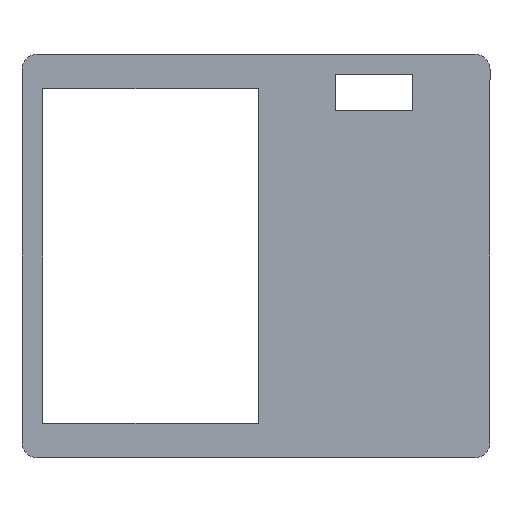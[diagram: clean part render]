
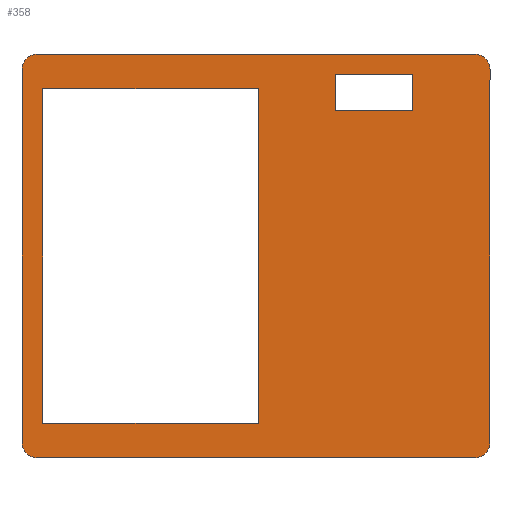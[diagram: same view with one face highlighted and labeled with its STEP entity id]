
A CAD part, front view. The second image highlights one B-rep face of the part: STEP entity #358.
In plain terms, the highlighted planar face has unit normal (0, -1, 0).
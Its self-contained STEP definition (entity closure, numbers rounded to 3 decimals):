
#17=FACE_BOUND('',#69,.T.);
#18=FACE_BOUND('',#70,.T.);
#19=CIRCLE('',#383,3.);
#21=CIRCLE('',#387,3.);
#23=CIRCLE('',#391,3.);
#25=CIRCLE('',#395,3.);
#48=FACE_OUTER_BOUND('',#68,.T.);
#68=EDGE_LOOP('',(#311,#312,#313,#314,#315,#316,#317,#318));
#69=EDGE_LOOP('',(#319,#320,#321,#322));
#70=EDGE_LOOP('',(#323,#324,#325,#326));
#71=LINE('',#497,#111);
#75=LINE('',#505,#115);
#78=LINE('',#511,#118);
#81=LINE('',#516,#121);
#83=LINE('',#521,#123);
#87=LINE('',#529,#127);
#90=LINE('',#535,#130);
#93=LINE('',#540,#133);
#95=LINE('',#545,#135);
#100=LINE('',#559,#140);
#104=LINE('',#571,#144);
#108=LINE('',#583,#148);
#111=VECTOR('',#403,10.);
#115=VECTOR('',#409,10.);
#118=VECTOR('',#414,10.);
#121=VECTOR('',#419,10.);
#123=VECTOR('',#423,10.);
#127=VECTOR('',#429,10.);
#130=VECTOR('',#434,10.);
#133=VECTOR('',#439,10.);
#135=VECTOR('',#443,10.);
#140=VECTOR('',#456,10.);
#144=VECTOR('',#468,10.);
#148=VECTOR('',#480,10.);
#151=VERTEX_POINT('',#495);
#152=VERTEX_POINT('',#496);
#155=VERTEX_POINT('',#504);
#157=VERTEX_POINT('',#510);
#159=VERTEX_POINT('',#519);
#160=VERTEX_POINT('',#520);
#163=VERTEX_POINT('',#528);
#165=VERTEX_POINT('',#534);
#167=VERTEX_POINT('',#543);
#168=VERTEX_POINT('',#544);
#171=VERTEX_POINT('',#552);
#173=VERTEX_POINT('',#558);
#175=VERTEX_POINT('',#564);
#177=VERTEX_POINT('',#570);
#179=VERTEX_POINT('',#576);
#181=VERTEX_POINT('',#582);
#183=EDGE_CURVE('',#151,#152,#71,.T.);
#187=EDGE_CURVE('',#155,#151,#75,.T.);
#190=EDGE_CURVE('',#157,#155,#78,.T.);
#193=EDGE_CURVE('',#152,#157,#81,.T.);
#195=EDGE_CURVE('',#159,#160,#83,.T.);
#199=EDGE_CURVE('',#163,#159,#87,.T.);
#202=EDGE_CURVE('',#165,#163,#90,.T.);
#205=EDGE_CURVE('',#160,#165,#93,.T.);
#207=EDGE_CURVE('',#167,#168,#95,.T.);
#211=EDGE_CURVE('',#171,#167,#19,.T.);
#214=EDGE_CURVE('',#173,#171,#100,.T.);
#217=EDGE_CURVE('',#175,#173,#21,.T.);
#220=EDGE_CURVE('',#177,#175,#104,.T.);
#223=EDGE_CURVE('',#179,#177,#23,.T.);
#226=EDGE_CURVE('',#181,#179,#108,.T.);
#229=EDGE_CURVE('',#168,#181,#25,.T.);
#311=ORIENTED_EDGE('',*,*,#229,.F.);
#312=ORIENTED_EDGE('',*,*,#207,.F.);
#313=ORIENTED_EDGE('',*,*,#211,.F.);
#314=ORIENTED_EDGE('',*,*,#214,.F.);
#315=ORIENTED_EDGE('',*,*,#217,.F.);
#316=ORIENTED_EDGE('',*,*,#220,.F.);
#317=ORIENTED_EDGE('',*,*,#223,.F.);
#318=ORIENTED_EDGE('',*,*,#226,.F.);
#319=ORIENTED_EDGE('',*,*,#205,.F.);
#320=ORIENTED_EDGE('',*,*,#195,.F.);
#321=ORIENTED_EDGE('',*,*,#199,.F.);
#322=ORIENTED_EDGE('',*,*,#202,.F.);
#323=ORIENTED_EDGE('',*,*,#193,.F.);
#324=ORIENTED_EDGE('',*,*,#183,.F.);
#325=ORIENTED_EDGE('',*,*,#187,.F.);
#326=ORIENTED_EDGE('',*,*,#190,.F.);
#340=PLANE('',#398);
#358=ADVANCED_FACE('',(#48,#17,#18),#340,.F.);
#383=AXIS2_PLACEMENT_3D('',#553,#449,#450);
#387=AXIS2_PLACEMENT_3D('',#565,#461,#462);
#391=AXIS2_PLACEMENT_3D('',#577,#473,#474);
#395=AXIS2_PLACEMENT_3D('',#588,#485,#486);
#398=AXIS2_PLACEMENT_3D('',#591,#491,#492);
#403=DIRECTION('',(0.,0.,1.));
#409=DIRECTION('',(1.,0.,0.));
#414=DIRECTION('',(0.,0.,-1.));
#419=DIRECTION('',(-1.,0.,0.));
#423=DIRECTION('',(0.,0.,1.));
#429=DIRECTION('',(1.,0.,0.));
#434=DIRECTION('',(0.,0.,-1.));
#439=DIRECTION('',(-1.,0.,0.));
#443=DIRECTION('',(1.,0.,0.));
#449=DIRECTION('center_axis',(0.,1.,0.));
#450=DIRECTION('ref_axis',(-1.,0.,0.));
#456=DIRECTION('',(0.,0.,1.));
#461=DIRECTION('center_axis',(0.,1.,0.));
#462=DIRECTION('ref_axis',(0.,0.,-1.));
#468=DIRECTION('',(-1.,0.,0.));
#473=DIRECTION('center_axis',(0.,1.,0.));
#474=DIRECTION('ref_axis',(1.,0.,0.));
#480=DIRECTION('',(0.,0.,-1.));
#485=DIRECTION('center_axis',(0.,1.,0.));
#486=DIRECTION('ref_axis',(0.,0.,1.));
#491=DIRECTION('center_axis',(0.,1.,0.));
#492=DIRECTION('ref_axis',(1.,0.,0.));
#495=CARTESIAN_POINT('',(76.,0.,-11.));
#496=CARTESIAN_POINT('',(76.,0.,-4.));
#497=CARTESIAN_POINT('',(76.,0.,-11.));
#504=CARTESIAN_POINT('',(61.,0.,-11.));
#505=CARTESIAN_POINT('',(61.,0.,-11.));
#510=CARTESIAN_POINT('',(61.,0.,-4.));
#511=CARTESIAN_POINT('',(61.,0.,-4.));
#516=CARTESIAN_POINT('',(76.,0.,-4.));
#519=CARTESIAN_POINT('',(46.,0.,-71.75));
#520=CARTESIAN_POINT('',(46.,0.,-6.75));
#521=CARTESIAN_POINT('',(46.,0.,-71.75));
#528=CARTESIAN_POINT('',(4.,0.,-71.75));
#529=CARTESIAN_POINT('',(4.,0.,-71.75));
#534=CARTESIAN_POINT('',(4.,0.,-6.75));
#535=CARTESIAN_POINT('',(4.,0.,-6.75));
#540=CARTESIAN_POINT('',(46.,0.,-6.75));
#543=CARTESIAN_POINT('',(3.,0.,0.));
#544=CARTESIAN_POINT('',(88.,0.,0.));
#545=CARTESIAN_POINT('',(0.,0.,0.));
#552=CARTESIAN_POINT('',(0.,0.,-3.));
#553=CARTESIAN_POINT('Origin',(3.,0.,-3.));
#558=CARTESIAN_POINT('',(0.,0.,-75.5));
#559=CARTESIAN_POINT('',(0.,0.,-78.5));
#564=CARTESIAN_POINT('',(3.,0.,-78.5));
#565=CARTESIAN_POINT('Origin',(3.,0.,-75.5));
#570=CARTESIAN_POINT('',(88.,0.,-78.5));
#571=CARTESIAN_POINT('',(91.,0.,-78.5));
#576=CARTESIAN_POINT('',(91.,0.,-75.5));
#577=CARTESIAN_POINT('Origin',(88.,0.,-75.5));
#582=CARTESIAN_POINT('',(91.,0.,-3.));
#583=CARTESIAN_POINT('',(91.,0.,0.));
#588=CARTESIAN_POINT('Origin',(88.,0.,-3.));
#591=CARTESIAN_POINT('Origin',(45.5,0.,-39.25));
